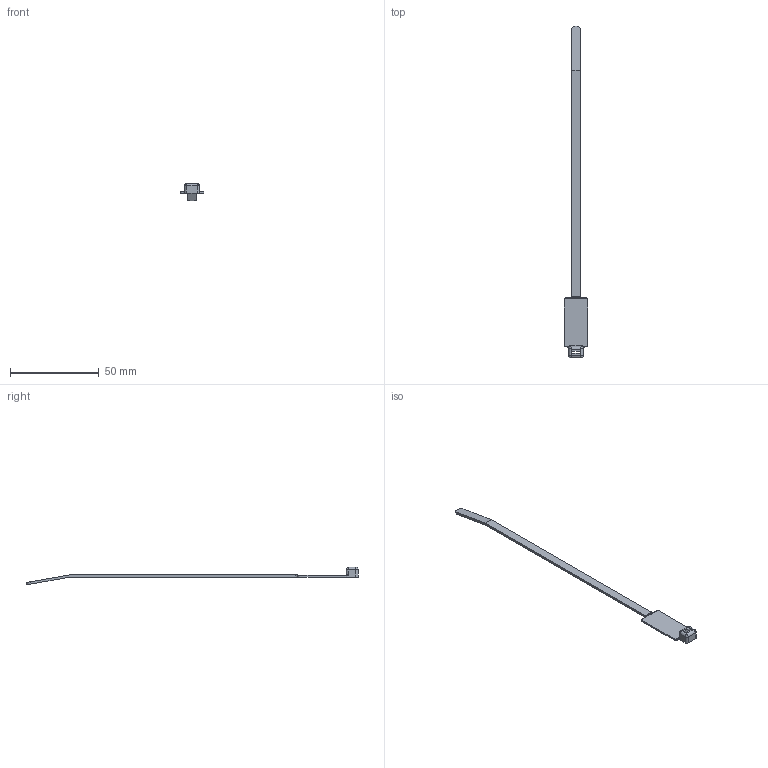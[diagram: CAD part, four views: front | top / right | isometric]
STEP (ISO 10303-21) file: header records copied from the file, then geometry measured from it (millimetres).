
FILE_DESCRIPTION(/* description */ (''),/* implementation_level */ '2;1');
FILE_NAME(/* name */ 'PANDUIT_PLM2S',/* time_stamp */ '2012-08-24T11:25:32-05:00',/* author */ (''),/* organization */ (''),/* preprocessor_version */ 'ST-DEVELOPER v9',/* originating_system */ 'UGS - NX 3.0',/* authorisation */ '');
FILE_SCHEMA (('CONFIG_CONTROL_DESIGN'));
Length unit declared in the file: inch
Products named in the file (1): bwgC50F9mcx
Bounding box: 13.21 x 187.57 x 9.98 mm (x, y, z)
Volume: 1545.8 mm3; surface area: 2966.7 mm2
Topology: 1 solids, 1 shells, 53 faces, 141 edges, 86 vertices
Faces by surface type: plane 24, cylinder 23, bspline 4, torus 2
Entity records: 1827 total; most frequent: CARTESIAN_POINT 441, ORIENTED_EDGE 274, DIRECTION 271, EDGE_CURVE 137, AXIS2_PLACEMENT_3D 94, VERTEX_POINT 86, LINE 83, VECTOR 83
